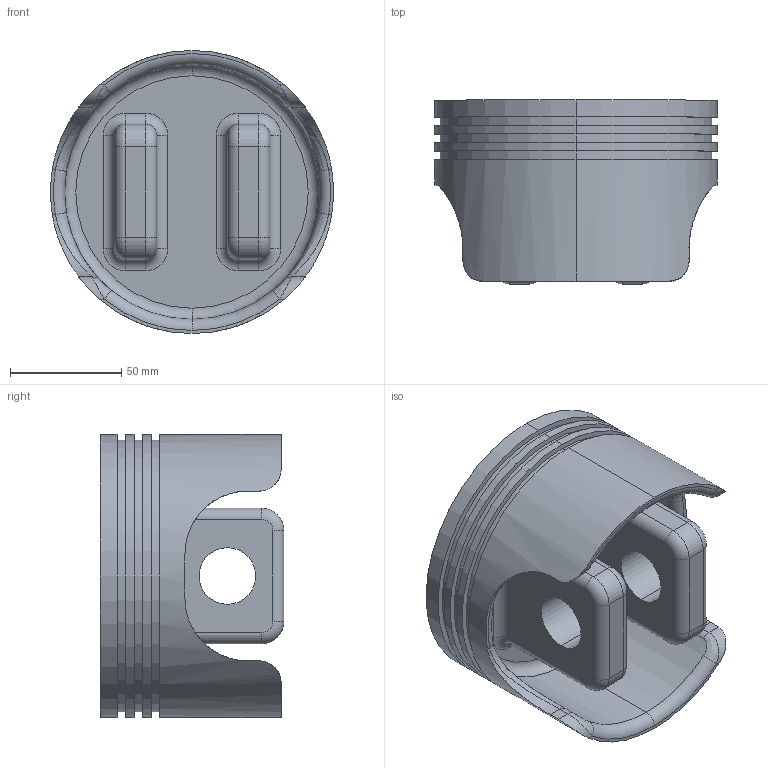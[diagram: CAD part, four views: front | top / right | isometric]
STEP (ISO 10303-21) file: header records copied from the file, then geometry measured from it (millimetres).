
FILE_DESCRIPTION (( 'STEP AP203' ), '1' );
FILE_NAME ('H Piston.STEP', '2025-07-26T06:26:25', ( '' ), ( '' ), 'SwSTEP 2.0', 'SolidWorks 2023', '' );
FILE_SCHEMA (( 'CONFIG_CONTROL_DESIGN' ));
Length unit declared in the file: millimetre
Products named in the file (1): H Piston
Bounding box: 127 x 82.5 x 127 mm (x, y, z)
Volume: 462270.9 mm3; surface area: 91107.8 mm2
Topology: 1 solids, 1 shells, 113 faces, 258 edges, 155 vertices
Faces by surface type: cylinder 56, plane 26, torus 23, bspline 8
Entity records: 4431 total; most frequent: CARTESIAN_POINT 1771, DIRECTION 584, ORIENTED_EDGE 516, EDGE_CURVE 258, AXIS2_PLACEMENT_3D 244, VERTEX_POINT 155, CIRCLE 138, EDGE_LOOP 125
